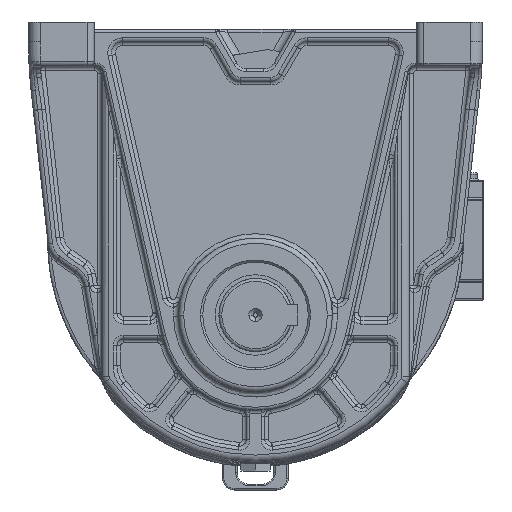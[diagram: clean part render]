
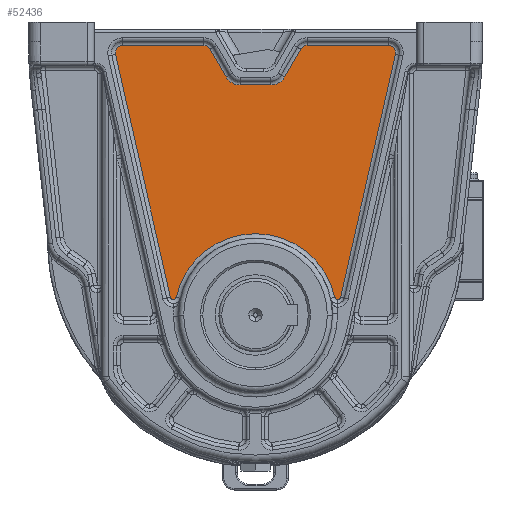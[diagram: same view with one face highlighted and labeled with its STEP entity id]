
A CAD part, front view. The second image highlights one B-rep face of the part: STEP entity #52436.
In plain terms, the highlighted planar face has unit normal (0, -1, 0).
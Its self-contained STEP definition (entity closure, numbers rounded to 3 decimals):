
#348 = LINE ( 'NONE', #15443, #5971 ) ;
#523 = EDGE_CURVE ( 'NONE', #46492, #46660, #21932, .T. ) ;
#776 = CIRCLE ( 'NONE', #3102, 11. ) ;
#1052 = EDGE_CURVE ( 'NONE', #30808, #46492, #60576, .T. ) ;
#3016 = EDGE_CURVE ( 'NONE', #54086, #40875, #17797, .T. ) ;
#3102 = AXIS2_PLACEMENT_3D ( 'NONE', #19492, #57537, #24523 ) ;
#3373 = CARTESIAN_POINT ( 'NONE',  ( 90.629, -9., 133. ) ) ;
#4112 = EDGE_CURVE ( 'NONE', #8021, #42677, #45824, .T. ) ;
#4462 = CIRCLE ( 'NONE', #46863, 2. ) ;
#4972 = LINE ( 'NONE', #59153, #62701 ) ;
#5971 = VECTOR ( 'NONE', #10765, 1000. ) ;
#8021 = VERTEX_POINT ( 'NONE', #66899 ) ;
#8477 = CARTESIAN_POINT ( 'NONE',  ( 90.629, -9., 128. ) ) ;
#9022 = CIRCLE ( 'NONE', #35396, 11. ) ;
#9359 = DIRECTION ( 'NONE',  ( 1., 0., 0. ) ) ;
#9895 = ORIENTED_EDGE ( 'NONE', *, *, #1052, .F. ) ;
#10511 = DIRECTION ( 'NONE',  ( 0., 1., 0. ) ) ;
#10528 = EDGE_CURVE ( 'NONE', #46660, #44031, #49147, .T. ) ;
#10765 = DIRECTION ( 'NONE',  ( -0.22, 0., -0.975 ) ) ;
#11036 = DIRECTION ( 'NONE',  ( 0.5, 0., 0.866 ) ) ;
#11663 = CARTESIAN_POINT ( 'NONE',  ( 56.127, -9., -40.509 ) ) ;
#13288 = AXIS2_PLACEMENT_3D ( 'NONE', #46381, #51770, #47434 ) ;
#14508 = CARTESIAN_POINT ( 'NONE',  ( -58.078, -9., -38.949 ) ) ;
#14834 = EDGE_CURVE ( 'NONE', #26167, #30808, #9022, .T. ) ;
#15443 = CARTESIAN_POINT ( 'NONE',  ( 95.506, -9., 126.899 ) ) ;
#15504 = LINE ( 'NONE', #70047, #38618 ) ;
#16649 = DIRECTION ( 'NONE',  ( 0., 1., 0. ) ) ;
#17435 = CARTESIAN_POINT ( 'NONE',  ( 95.506, -9., 126.899 ) ) ;
#17797 = LINE ( 'NONE', #44702, #51752 ) ;
#18180 = ORIENTED_EDGE ( 'NONE', *, *, #36601, .F. ) ;
#18485 = DIRECTION ( 'NONE',  ( 0.976, 0., 0.217 ) ) ;
#18785 = CIRCLE ( 'NONE', #46284, 5. ) ;
#19492 = CARTESIAN_POINT ( 'NONE',  ( -10.501, -9., 117. ) ) ;
#19754 = EDGE_CURVE ( 'NONE', #68828, #24338, #18785, .T. ) ;
#20078 = CARTESIAN_POINT ( 'NONE',  ( -90.629, -9., 133. ) ) ;
#20811 = CARTESIAN_POINT ( 'NONE',  ( -10.501, -9., 106. ) ) ;
#21668 = EDGE_CURVE ( 'NONE', #31086, #65819, #64804, .T. ) ;
#21932 = CIRCLE ( 'NONE', #44845, 5. ) ;
#22136 = DIRECTION ( 'NONE',  ( 0., 1., 0. ) ) ;
#22900 = ORIENTED_EDGE ( 'NONE', *, *, #28020, .F. ) ;
#22954 = EDGE_CURVE ( 'NONE', #40875, #36821, #776, .T. ) ;
#23165 = CARTESIAN_POINT ( 'NONE',  ( 0., -9., -51. ) ) ;
#24338 = VERTEX_POINT ( 'NONE', #20078 ) ;
#24523 = DIRECTION ( 'NONE',  ( -0.866, 0., -0.5 ) ) ;
#25250 = ORIENTED_EDGE ( 'NONE', *, *, #19754, .F. ) ;
#25292 = DIRECTION ( 'NONE',  ( 0., 1., 0. ) ) ;
#25448 = AXIS2_PLACEMENT_3D ( 'NONE', #8477, #61973, #51181 ) ;
#26167 = VERTEX_POINT ( 'NONE', #56213 ) ;
#26556 = CIRCLE ( 'NONE', #25448, 5. ) ;
#26770 = CARTESIAN_POINT ( 'NONE',  ( 0., -9., 0. ) ) ;
#27378 = CARTESIAN_POINT ( 'NONE',  ( 56.127, -9., -38.509 ) ) ;
#27646 = EDGE_CURVE ( 'NONE', #44031, #43863, #26556, .T. ) ;
#27901 = CARTESIAN_POINT ( 'NONE',  ( 19.907, -9., 111.5 ) ) ;
#28020 = EDGE_CURVE ( 'NONE', #43863, #63088, #348, .T. ) ;
#28458 = DIRECTION ( 'NONE',  ( 0., -1., 0. ) ) ;
#28933 = ORIENTED_EDGE ( 'NONE', *, *, #63392, .F. ) ;
#29610 = DIRECTION ( 'NONE',  ( 0., -1., 0. ) ) ;
#29996 = VECTOR ( 'NONE', #11036, 1000. ) ;
#30067 = EDGE_CURVE ( 'NONE', #42109, #54086, #36943, .T. ) ;
#30100 = ORIENTED_EDGE ( 'NONE', *, *, #41465, .F. ) ;
#30808 = VERTEX_POINT ( 'NONE', #62328 ) ;
#31086 = VERTEX_POINT ( 'NONE', #11663 ) ;
#32023 = DIRECTION ( 'NONE',  ( 1., 0., 0. ) ) ;
#32501 = PLANE ( 'NONE',  #64881 ) ;
#33145 = CARTESIAN_POINT ( 'NONE',  ( 35.207, -9., 128. ) ) ;
#33526 = DIRECTION ( 'NONE',  ( -0.975, 0., -0.22 ) ) ;
#34889 = CARTESIAN_POINT ( 'NONE',  ( 10.381, -9., 117. ) ) ;
#35396 = AXIS2_PLACEMENT_3D ( 'NONE', #34889, #28458, #56096 ) ;
#36403 = CARTESIAN_POINT ( 'NONE',  ( -35.327, -9., 128. ) ) ;
#36601 = EDGE_CURVE ( 'NONE', #24338, #42109, #15504, .T. ) ;
#36821 = VERTEX_POINT ( 'NONE', #20811 ) ;
#36943 = CIRCLE ( 'NONE', #56494, 5. ) ;
#37600 = CARTESIAN_POINT ( 'NONE',  ( -56.127, -9., -38.509 ) ) ;
#38618 = VECTOR ( 'NONE', #32023, 1000. ) ;
#39488 = DIRECTION ( 'NONE',  ( 0.975, 0., -0.22 ) ) ;
#40501 = CIRCLE ( 'NONE', #66825, 55.5 ) ;
#40875 = VERTEX_POINT ( 'NONE', #62332 ) ;
#41115 = EDGE_LOOP ( 'NONE', ( #25250, #44527, #68570, #28933, #55664, #69805, #22900, #49941, #63443, #46080, #9895, #66958, #30100, #58237, #43575, #45614, #18180 ) ) ;
#41465 = EDGE_CURVE ( 'NONE', #36821, #26167, #62958, .T. ) ;
#41592 = EDGE_CURVE ( 'NONE', #63088, #31086, #4462, .T. ) ;
#42109 = VERTEX_POINT ( 'NONE', #44032 ) ;
#42677 = VERTEX_POINT ( 'NONE', #14508 ) ;
#42707 = CARTESIAN_POINT ( 'NONE',  ( 35.207, -9., 133. ) ) ;
#43575 = ORIENTED_EDGE ( 'NONE', *, *, #3016, .F. ) ;
#43863 = VERTEX_POINT ( 'NONE', #17435 ) ;
#44031 = VERTEX_POINT ( 'NONE', #3373 ) ;
#44032 = CARTESIAN_POINT ( 'NONE',  ( -35.327, -9., 133. ) ) ;
#44527 = ORIENTED_EDGE ( 'NONE', *, *, #53254, .F. ) ;
#44702 = CARTESIAN_POINT ( 'NONE',  ( -30.997, -9., 130.5 ) ) ;
#44845 = AXIS2_PLACEMENT_3D ( 'NONE', #33145, #55032, #60772 ) ;
#45614 = ORIENTED_EDGE ( 'NONE', *, *, #30067, .F. ) ;
#45824 = CIRCLE ( 'NONE', #54990, 2. ) ;
#46015 = CARTESIAN_POINT ( 'NONE',  ( 35.207, -9., 133. ) ) ;
#46080 = ORIENTED_EDGE ( 'NONE', *, *, #523, .F. ) ;
#46284 = AXIS2_PLACEMENT_3D ( 'NONE', #65810, #16649, #33526 ) ;
#46381 = CARTESIAN_POINT ( 'NONE',  ( 56.127, -9., -38.509 ) ) ;
#46492 = VERTEX_POINT ( 'NONE', #65770 ) ;
#46660 = VERTEX_POINT ( 'NONE', #46015 ) ;
#46768 = CARTESIAN_POINT ( 'NONE',  ( -30.997, -9., 130.5 ) ) ;
#46863 = AXIS2_PLACEMENT_3D ( 'NONE', #27378, #10511, #39488 ) ;
#47434 = DIRECTION ( 'NONE',  ( 0.975, 0., -0.22 ) ) ;
#47583 = FACE_OUTER_BOUND ( 'NONE', #41115, .T. ) ;
#49147 = LINE ( 'NONE', #42707, #56904 ) ;
#49445 = DIRECTION ( 'NONE',  ( -0.22, 0., 0.975 ) ) ;
#49941 = ORIENTED_EDGE ( 'NONE', *, *, #27646, .F. ) ;
#51181 = DIRECTION ( 'NONE',  ( 0., 0., 1. ) ) ;
#51752 = VECTOR ( 'NONE', #66951, 1000. ) ;
#51770 = DIRECTION ( 'NONE',  ( 0., 1., 0. ) ) ;
#52436 = ADVANCED_FACE ( 'NONE', ( #47583 ), #32501, .T. ) ;
#52513 = CARTESIAN_POINT ( 'NONE',  ( 54.175, -9., -38.943 ) ) ;
#52540 = CARTESIAN_POINT ( 'NONE',  ( -10.501, -9., 106. ) ) ;
#53254 = EDGE_CURVE ( 'NONE', #42677, #68828, #4972, .T. ) ;
#54036 = DIRECTION ( 'NONE',  ( 0., 0., -1. ) ) ;
#54086 = VERTEX_POINT ( 'NONE', #46768 ) ;
#54990 = AXIS2_PLACEMENT_3D ( 'NONE', #37600, #22136, #65904 ) ;
#55032 = DIRECTION ( 'NONE',  ( 0., 1., 0. ) ) ;
#55664 = ORIENTED_EDGE ( 'NONE', *, *, #21668, .F. ) ;
#55730 = CARTESIAN_POINT ( 'NONE',  ( -95.506, -9., 126.899 ) ) ;
#56096 = DIRECTION ( 'NONE',  ( 0., 0., -1. ) ) ;
#56213 = CARTESIAN_POINT ( 'NONE',  ( 10.381, -9., 106. ) ) ;
#56494 = AXIS2_PLACEMENT_3D ( 'NONE', #36403, #25292, #63321 ) ;
#56904 = VECTOR ( 'NONE', #9359, 1000. ) ;
#57537 = DIRECTION ( 'NONE',  ( 0., -1., 0. ) ) ;
#57917 = DIRECTION ( 'NONE',  ( 1., 0., 0. ) ) ;
#58237 = ORIENTED_EDGE ( 'NONE', *, *, #22954, .F. ) ;
#58340 = VECTOR ( 'NONE', #57917, 1000. ) ;
#59153 = CARTESIAN_POINT ( 'NONE',  ( -58.078, -9., -38.949 ) ) ;
#60576 = LINE ( 'NONE', #27901, #29996 ) ;
#60772 = DIRECTION ( 'NONE',  ( -0.866, 0., 0.5 ) ) ;
#61973 = DIRECTION ( 'NONE',  ( 0., 1., 0. ) ) ;
#62328 = CARTESIAN_POINT ( 'NONE',  ( 19.907, -9., 111.5 ) ) ;
#62332 = CARTESIAN_POINT ( 'NONE',  ( -20.027, -9., 111.5 ) ) ;
#62701 = VECTOR ( 'NONE', #49445, 1000. ) ;
#62958 = LINE ( 'NONE', #52540, #58340 ) ;
#63088 = VERTEX_POINT ( 'NONE', #69127 ) ;
#63321 = DIRECTION ( 'NONE',  ( 0., 0., 1. ) ) ;
#63392 = EDGE_CURVE ( 'NONE', #65819, #8021, #40501, .T. ) ;
#63443 = ORIENTED_EDGE ( 'NONE', *, *, #10528, .F. ) ;
#64804 = CIRCLE ( 'NONE', #13288, 2. ) ;
#64881 = AXIS2_PLACEMENT_3D ( 'NONE', #26770, #69831, #54036 ) ;
#65770 = CARTESIAN_POINT ( 'NONE',  ( 30.877, -9., 130.5 ) ) ;
#65810 = CARTESIAN_POINT ( 'NONE',  ( -90.629, -9., 128. ) ) ;
#65819 = VERTEX_POINT ( 'NONE', #52513 ) ;
#65904 = DIRECTION ( 'NONE',  ( 0.976, 0., -0.217 ) ) ;
#66825 = AXIS2_PLACEMENT_3D ( 'NONE', #23165, #29610, #18485 ) ;
#66899 = CARTESIAN_POINT ( 'NONE',  ( -54.175, -9., -38.943 ) ) ;
#66951 = DIRECTION ( 'NONE',  ( 0.5, 0., -0.866 ) ) ;
#66958 = ORIENTED_EDGE ( 'NONE', *, *, #14834, .F. ) ;
#68570 = ORIENTED_EDGE ( 'NONE', *, *, #4112, .F. ) ;
#68828 = VERTEX_POINT ( 'NONE', #55730 ) ;
#69127 = CARTESIAN_POINT ( 'NONE',  ( 58.078, -9., -38.949 ) ) ;
#69805 = ORIENTED_EDGE ( 'NONE', *, *, #41592, .F. ) ;
#69831 = DIRECTION ( 'NONE',  ( 0., -1., 0. ) ) ;
#70047 = CARTESIAN_POINT ( 'NONE',  ( -90.629, -9., 133. ) ) ;
